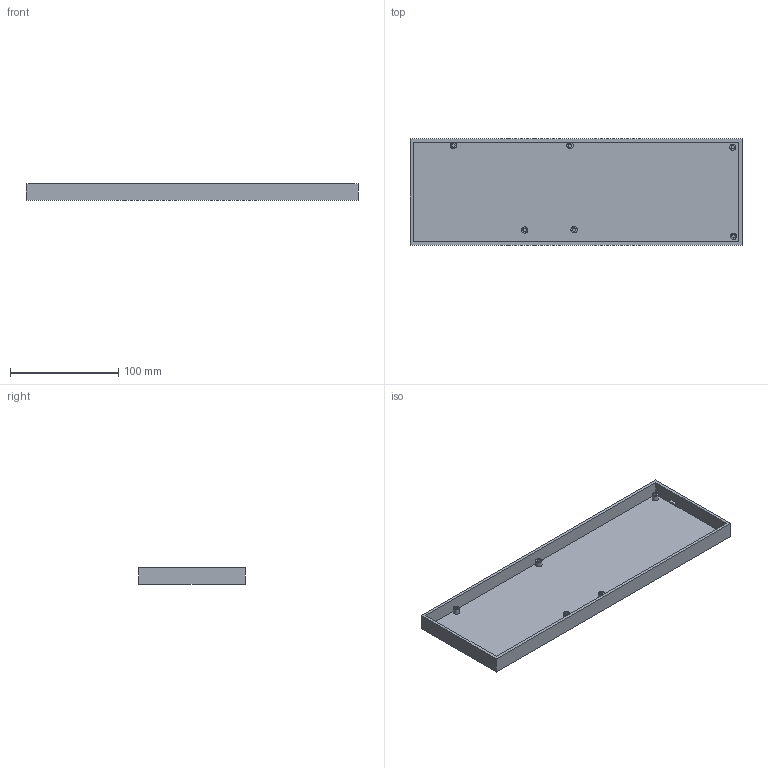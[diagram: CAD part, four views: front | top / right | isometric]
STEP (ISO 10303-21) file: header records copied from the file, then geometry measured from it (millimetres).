
FILE_DESCRIPTION(('HOOPS Exchange Step'),'2;1');
FILE_NAME('temp_export','2025-08-16T05:33:53-07:00',('dylan'),('Shapr3D Limited'),'HOOPS Exchange 2024.8','Shapr3D','Authorized');
FILE_SCHEMA( ('AP242_MANAGED_MODEL_BASED_3D_ENGINEERING_MIM_LF {1 0 10303 442 1 1 4}') );
Length unit declared in the file: millimetre
Products named in the file (1): root
Bounding box: 307.2 x 98.4 x 14.9 mm (x, y, z)
Volume: 78017.8 mm3; surface area: 84267.6 mm2
Topology: 7 solids, 7 shells, 39 faces, 96 edges, 72 vertices
Faces by surface type: plane 27, cylinder 12
Full cylindrical faces by diameter (mm): 3.2 x6, 5.8 x6
Entity records: 1275 total; most frequent: DIRECTION 226, CARTESIAN_POINT 209, ORIENTED_EDGE 192, EDGE_CURVE 96, AXIS2_PLACEMENT_3D 89, VERTEX_POINT 72, EDGE_LOOP 54, FACE_BOUND 54
